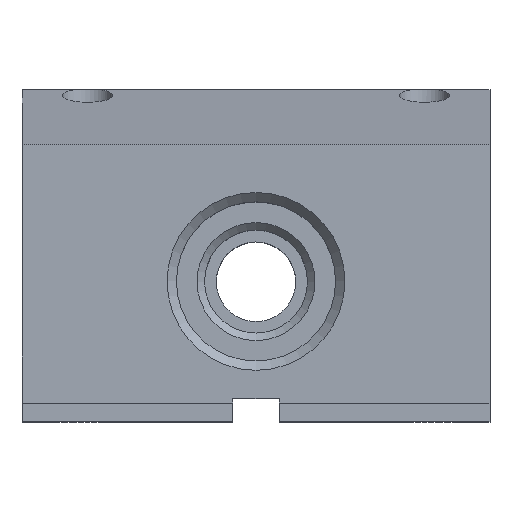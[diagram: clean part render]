
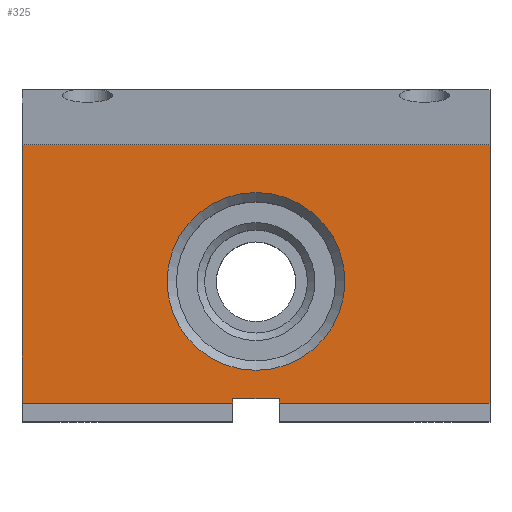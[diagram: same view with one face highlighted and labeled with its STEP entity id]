
A CAD part, top view. The second image highlights one B-rep face of the part: STEP entity #325.
In plain terms, the highlighted planar face has unit normal (0, 0, 1).
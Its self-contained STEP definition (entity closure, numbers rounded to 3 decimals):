
#325 = ADVANCED_FACE( '', ( #793, #794 ), #795, .F. );
#793 = FACE_BOUND( '', #1431, .T. );
#794 = FACE_OUTER_BOUND( '', #1432, .T. );
#795 = PLANE( '', #1433 );
#1431 = EDGE_LOOP( '', ( #2278 ) );
#1432 = EDGE_LOOP( '', ( #2279, #2280, #2281, #2282, #2283, #2284, #2285, #2286 ) );
#1433 = AXIS2_PLACEMENT_3D( '', #2287, #2288, #2289 );
#2278 = ORIENTED_EDGE( '', *, *, #4096, .T. );
#2279 = ORIENTED_EDGE( '', *, *, #4012, .F. );
#2280 = ORIENTED_EDGE( '', *, *, #4097, .F. );
#2281 = ORIENTED_EDGE( '', *, *, #4098, .T. );
#2282 = ORIENTED_EDGE( '', *, *, #4099, .T. );
#2283 = ORIENTED_EDGE( '', *, *, #4100, .F. );
#2284 = ORIENTED_EDGE( '', *, *, #4101, .F. );
#2285 = ORIENTED_EDGE( '', *, *, #4102, .F. );
#2286 = ORIENTED_EDGE( '', *, *, #4005, .F. );
#2287 = CARTESIAN_POINT( '', ( 25., 17.75, 12.5 ) );
#2288 = DIRECTION( '', ( 0., 0., -1. ) );
#2289 = DIRECTION( '', ( 0., 1., 0. ) );
#4005 = EDGE_CURVE( '', #4871, #4873, #4874, .T. );
#4012 = EDGE_CURVE( '', #4883, #4871, #4885, .T. );
#4096 = EDGE_CURVE( '', #5020, #5020, #5021, .T. );
#4097 = EDGE_CURVE( '', #5022, #4883, #5023, .T. );
#4098 = EDGE_CURVE( '', #5022, #5024, #5025, .T. );
#4099 = EDGE_CURVE( '', #5024, #5026, #5027, .T. );
#4100 = EDGE_CURVE( '', #5028, #5026, #5029, .T. );
#4101 = EDGE_CURVE( '', #5030, #5028, #5031, .T. );
#4102 = EDGE_CURVE( '', #4873, #5030, #5032, .T. );
#4871 = VERTEX_POINT( '', #6120 );
#4873 = VERTEX_POINT( '', #6123 );
#4874 = LINE( '', #6124, #6125 );
#4883 = VERTEX_POINT( '', #6138 );
#4885 = LINE( '', #6141, #6142 );
#5020 = VERTEX_POINT( '', #6356 );
#5021 = CIRCLE( '', #6357, 9.5 );
#5022 = VERTEX_POINT( '', #6358 );
#5023 = LINE( '', #6359, #6360 );
#5024 = VERTEX_POINT( '', #6361 );
#5025 = LINE( '', #6362, #6363 );
#5026 = VERTEX_POINT( '', #6364 );
#5027 = LINE( '', #6365, #6366 );
#5028 = VERTEX_POINT( '', #6367 );
#5029 = LINE( '', #6368, #6369 );
#5030 = VERTEX_POINT( '', #6370 );
#5031 = LINE( '', #6371, #6372 );
#5032 = LINE( '', #6373, #6374 );
#6120 = CARTESIAN_POINT( '', ( 2.5, -15.75, 12.5 ) );
#6123 = CARTESIAN_POINT( '', ( 2.5, -15.25, 12.5 ) );
#6124 = CARTESIAN_POINT( '', ( 2.5, -17.75, 12.5 ) );
#6125 = VECTOR( '', #7662, 1000. );
#6138 = CARTESIAN_POINT( '', ( 25., -15.75, 12.5 ) );
#6141 = CARTESIAN_POINT( '', ( 25., -15.75, 12.5 ) );
#6142 = VECTOR( '', #7668, 1000. );
#6356 = CARTESIAN_POINT( '', ( 0., 6.75, 12.5 ) );
#6357 = AXIS2_PLACEMENT_3D( '', #7747, #7748, #7749 );
#6358 = CARTESIAN_POINT( '', ( 25., 11.85, 12.5 ) );
#6359 = CARTESIAN_POINT( '', ( 25., 17.75, 12.5 ) );
#6360 = VECTOR( '', #7750, 1000. );
#6361 = CARTESIAN_POINT( '', ( -25., 11.85, 12.5 ) );
#6362 = CARTESIAN_POINT( '', ( 25., 11.85, 12.5 ) );
#6363 = VECTOR( '', #7751, 1000. );
#6364 = CARTESIAN_POINT( '', ( -25., -15.75, 12.5 ) );
#6365 = CARTESIAN_POINT( '', ( -25., 17.75, 12.5 ) );
#6366 = VECTOR( '', #7752, 1000. );
#6367 = CARTESIAN_POINT( '', ( -2.5, -15.75, 12.5 ) );
#6368 = CARTESIAN_POINT( '', ( 25., -15.75, 12.5 ) );
#6369 = VECTOR( '', #7753, 1000. );
#6370 = CARTESIAN_POINT( '', ( -2.5, -15.25, 12.5 ) );
#6371 = CARTESIAN_POINT( '', ( -2.5, -15.25, 12.5 ) );
#6372 = VECTOR( '', #7754, 1000. );
#6373 = CARTESIAN_POINT( '', ( 2.5, -15.25, 12.5 ) );
#6374 = VECTOR( '', #7755, 1000. );
#7662 = DIRECTION( '', ( 0., 1., 0. ) );
#7668 = DIRECTION( '', ( -1., 0., 0. ) );
#7747 = CARTESIAN_POINT( '', ( 0., -2.75, 12.5 ) );
#7748 = DIRECTION( '', ( 0., 0., -1. ) );
#7749 = DIRECTION( '', ( 0., 1., 0. ) );
#7750 = DIRECTION( '', ( 0., -1., 0. ) );
#7751 = DIRECTION( '', ( -1., 0., 0. ) );
#7752 = DIRECTION( '', ( 0., -1., 0. ) );
#7753 = DIRECTION( '', ( -1., 0., 0. ) );
#7754 = DIRECTION( '', ( 0., -1., 0. ) );
#7755 = DIRECTION( '', ( -1., 0., 0. ) );
